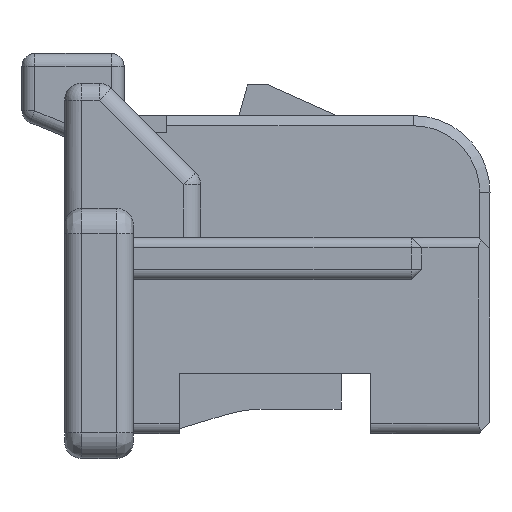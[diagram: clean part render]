
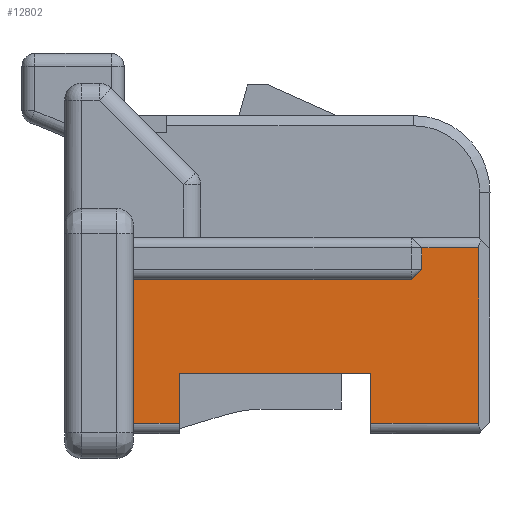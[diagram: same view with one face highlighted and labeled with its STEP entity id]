
A CAD part, left-side view. The second image highlights one B-rep face of the part: STEP entity #12802.
In plain terms, the highlighted planar face has unit normal (-1, 0, 0).
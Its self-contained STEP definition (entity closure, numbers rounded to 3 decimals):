
#17=DIRECTION('',(0.,0.,1.));
#18=VECTOR('',#17,1.685);
#19=CARTESIAN_POINT('',(-7.2,2.765,-1.055));
#20=LINE('',#19,#18);
#3092=CARTESIAN_POINT('',(-7.2,-1.29,-1.055));
#3097=DIRECTION('',(0.,0.,1.));
#3098=VECTOR('',#3097,2.06);
#3099=CARTESIAN_POINT('',(-7.2,-1.29,-1.055));
#3100=LINE('',#3099,#3098);
#3101=DIRECTION('',(0.,1.,0.));
#3102=VECTOR('',#3101,0.665);
#3103=CARTESIAN_POINT('',(-7.2,-1.29,1.005));
#3104=LINE('',#3103,#3102);
#3112=CARTESIAN_POINT('',(-7.2,-1.29,1.005));
#3114=DIRECTION('',(0.,-1.,0.));
#3115=VECTOR('',#3114,3.265);
#3116=CARTESIAN_POINT('',(-7.2,2.765,0.63));
#3117=LINE('',#3116,#3115);
#3118=DIRECTION('',(0.,0.,-1.));
#3119=VECTOR('',#3118,0.25);
#3120=CARTESIAN_POINT('',(-7.2,-0.625,1.005));
#3121=LINE('',#3120,#3119);
#3122=DIRECTION('',(0.,0.,1.));
#3123=VECTOR('',#3122,0.585);
#3124=CARTESIAN_POINT('',(-7.2,-0.025,-1.055));
#3125=LINE('',#3124,#3123);
#3126=DIRECTION('',(0.,1.,0.));
#3127=VECTOR('',#3126,2.25);
#3128=CARTESIAN_POINT('',(-7.2,-0.025,-0.47));
#3129=LINE('',#3128,#3127);
#3130=DIRECTION('',(0.,0.,1.));
#3131=VECTOR('',#3130,0.585);
#3132=CARTESIAN_POINT('',(-7.2,2.225,-1.055));
#3133=LINE('',#3132,#3131);
#3142=DIRECTION('',(0.,0.707,-0.707));
#3143=VECTOR('',#3142,0.177);
#3144=CARTESIAN_POINT('',(-7.2,-0.625,0.755));
#3145=LINE('',#3144,#3143);
#3413=DIRECTION('',(0.,-1.,0.));
#3414=VECTOR('',#3413,0.54);
#3415=CARTESIAN_POINT('',(-7.2,2.765,-1.055));
#3416=LINE('',#3415,#3414);
#4497=DIRECTION('',(0.,-1.,0.));
#4498=VECTOR('',#4497,1.265);
#4499=CARTESIAN_POINT('',(-7.2,-0.025,-1.055));
#4500=LINE('',#4499,#4498);
#6019=CARTESIAN_POINT('',(-7.2,-0.025,-0.47));
#6020=CARTESIAN_POINT('',(-7.2,2.225,-0.47));
#6021=VERTEX_POINT('',#6019);
#6022=VERTEX_POINT('',#6020);
#6116=CARTESIAN_POINT('',(-7.2,-0.025,-1.055));
#6118=VERTEX_POINT('',#6116);
#6119=CARTESIAN_POINT('',(-7.2,2.225,-1.055));
#6121=VERTEX_POINT('',#6119);
#6125=CARTESIAN_POINT('',(-7.2,2.765,-1.055));
#6126=VERTEX_POINT('',#6125);
#6143=CARTESIAN_POINT('',(-7.2,2.765,0.63));
#6145=VERTEX_POINT('',#6143);
#6224=CARTESIAN_POINT('',(-7.2,-0.625,1.005));
#6226=VERTEX_POINT('',#6224);
#6239=CARTESIAN_POINT('',(-7.2,-0.5,0.63));
#6240=VERTEX_POINT('',#6239);
#6241=CARTESIAN_POINT('',(-7.2,-0.625,0.755));
#6242=VERTEX_POINT('',#6241);
#6282=VERTEX_POINT('',#3112);
#6287=VERTEX_POINT('',#3092);
#12776=CARTESIAN_POINT('',(-7.2,0.,0.));
#12777=DIRECTION('',(-1.,0.,0.));
#12778=DIRECTION('',(0.,-1.,0.));
#12779=AXIS2_PLACEMENT_3D('',#12776,#12777,#12778);
#12780=PLANE('',#12779);
#12782=ORIENTED_EDGE('',*,*,#12781,.T.);
#12784=ORIENTED_EDGE('',*,*,#12783,.F.);
#12786=ORIENTED_EDGE('',*,*,#12785,.F.);
#12787=ORIENTED_EDGE('',*,*,#12766,.F.);
#12788=ORIENTED_EDGE('',*,*,#12756,.F.);
#12790=ORIENTED_EDGE('',*,*,#12789,.F.);
#12792=ORIENTED_EDGE('',*,*,#12791,.T.);
#12794=ORIENTED_EDGE('',*,*,#12793,.T.);
#12796=ORIENTED_EDGE('',*,*,#12795,.F.);
#12798=ORIENTED_EDGE('',*,*,#12797,.F.);
#12799=ORIENTED_EDGE('',*,*,#7896,.T.);
#12800=EDGE_LOOP('',(#12782,#12784,#12786,#12787,#12788,#12790,#12792,#12794,
#12796,#12798,#12799));
#12801=FACE_OUTER_BOUND('',#12800,.F.);
#12802=ADVANCED_FACE('',(#12801),#12780,.T.);
#7896=EDGE_CURVE('',#6126,#6145,#20,.T.);
#12756=EDGE_CURVE('',#6287,#6282,#3100,.T.);
#12766=EDGE_CURVE('',#6282,#6226,#3104,.T.);
#12781=EDGE_CURVE('',#6145,#6240,#3117,.T.);
#12783=EDGE_CURVE('',#6242,#6240,#3145,.T.);
#12785=EDGE_CURVE('',#6226,#6242,#3121,.T.);
#12789=EDGE_CURVE('',#6118,#6287,#4500,.T.);
#12791=EDGE_CURVE('',#6118,#6021,#3125,.T.);
#12793=EDGE_CURVE('',#6021,#6022,#3129,.T.);
#12795=EDGE_CURVE('',#6121,#6022,#3133,.T.);
#12797=EDGE_CURVE('',#6126,#6121,#3416,.T.);
